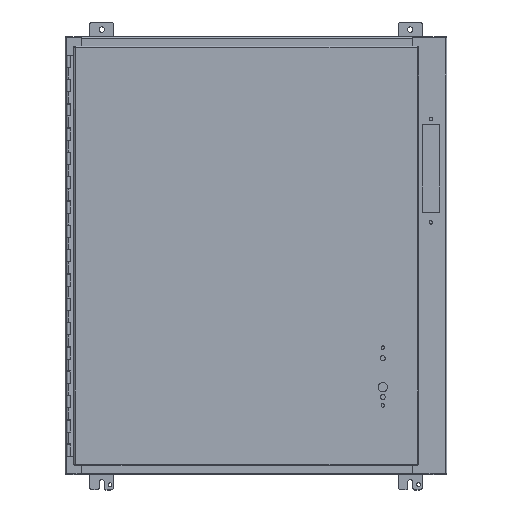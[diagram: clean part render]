
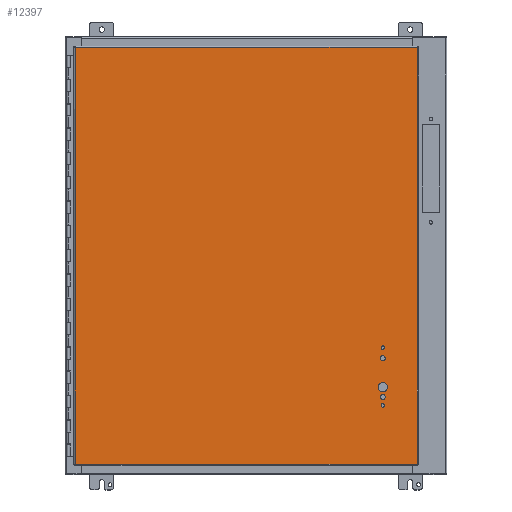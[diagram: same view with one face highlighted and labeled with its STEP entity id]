
A CAD part, top view. The second image highlights one B-rep face of the part: STEP entity #12397.
In plain terms, the highlighted planar face has unit normal (0, 0, 1).
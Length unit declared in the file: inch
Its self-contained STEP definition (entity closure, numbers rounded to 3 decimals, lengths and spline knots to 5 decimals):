
#309=FACE_BOUND($,#2259,.T.);
#310=FACE_BOUND($,#2260,.T.);
#311=FACE_BOUND($,#2261,.T.);
#312=FACE_BOUND($,#2262,.T.);
#313=FACE_BOUND($,#2263,.T.);
#314=FACE_BOUND($,#2264,.T.);
#712=CIRCLE($,#13392,0.375);
#714=CIRCLE($,#13395,0.203);
#716=CIRCLE($,#13398,0.203);
#718=CIRCLE($,#13401,0.1405);
#720=CIRCLE($,#13404,0.1405);
#2259=EDGE_LOOP($,(#10494));
#2260=EDGE_LOOP($,(#10495));
#2261=EDGE_LOOP($,(#10496));
#2262=EDGE_LOOP($,(#10497));
#2263=EDGE_LOOP($,(#10498));
#2264=EDGE_LOOP($,(#10499,#10500,#10501,#10502));
#3402=LINE($,#20274,#4583);
#3418=LINE($,#20376,#4599);
#3433=LINE($,#20476,#4614);
#3441=LINE($,#20560,#4622);
#4583=VECTOR($,#16445,34.2895);
#4599=VECTOR($,#16475,28.13325);
#4614=VECTOR($,#16504,34.2895);
#4622=VECTOR($,#16522,28.13325);
#5683=VERTEX_POINT($,#20200);
#5685=VERTEX_POINT($,#20205);
#5687=VERTEX_POINT($,#20210);
#5689=VERTEX_POINT($,#20215);
#5691=VERTEX_POINT($,#20220);
#5708=VERTEX_POINT($,#20265);
#5709=VERTEX_POINT($,#20273);
#5720=VERTEX_POINT($,#20368);
#5730=VERTEX_POINT($,#20468);
#7258=EDGE_CURVE($,#5683,#5683,#712,.T.);
#7260=EDGE_CURVE($,#5685,#5685,#714,.T.);
#7262=EDGE_CURVE($,#5687,#5687,#716,.T.);
#7264=EDGE_CURVE($,#5689,#5689,#718,.T.);
#7266=EDGE_CURVE($,#5691,#5691,#720,.T.);
#7288=EDGE_CURVE($,#5709,#5708,#3402,.T.);
#7308=EDGE_CURVE($,#5708,#5720,#3418,.T.);
#7327=EDGE_CURVE($,#5720,#5730,#3433,.T.);
#7339=EDGE_CURVE($,#5730,#5709,#3441,.T.);
#10494=ORIENTED_EDGE($,*,*,#7258,.T.);
#10495=ORIENTED_EDGE($,*,*,#7260,.T.);
#10496=ORIENTED_EDGE($,*,*,#7262,.T.);
#10497=ORIENTED_EDGE($,*,*,#7264,.T.);
#10498=ORIENTED_EDGE($,*,*,#7266,.T.);
#10499=ORIENTED_EDGE($,*,*,#7288,.T.);
#10500=ORIENTED_EDGE($,*,*,#7308,.T.);
#10501=ORIENTED_EDGE($,*,*,#7327,.T.);
#10502=ORIENTED_EDGE($,*,*,#7339,.T.);
#11230=PLANE($,#13437);
#12397=ADVANCED_FACE($,(#309,#310,#311,#312,#313,#314),#11230,.T.);
#13392=AXIS2_PLACEMENT_3D($,#20201,#16385,#16386);
#13395=AXIS2_PLACEMENT_3D($,#20206,#16391,#16392);
#13398=AXIS2_PLACEMENT_3D($,#20211,#16397,#16398);
#13401=AXIS2_PLACEMENT_3D($,#20216,#16403,#16404);
#13404=AXIS2_PLACEMENT_3D($,#20221,#16409,#16410);
#13437=AXIS2_PLACEMENT_3D($,#20646,#16547,#16548);
#16385=DIRECTION('center_axis',(0.,0.,-1.));
#16386=DIRECTION('ref_axis',(-1.,0.,0.));
#16391=DIRECTION('center_axis',(0.,0.,-1.));
#16392=DIRECTION('ref_axis',(-1.,0.,0.));
#16397=DIRECTION('center_axis',(0.,0.,-1.));
#16398=DIRECTION('ref_axis',(-1.,0.,0.));
#16403=DIRECTION('center_axis',(0.,0.,-1.));
#16404=DIRECTION('ref_axis',(-1.,0.,0.));
#16409=DIRECTION('center_axis',(0.,0.,-1.));
#16410=DIRECTION('ref_axis',(-1.,0.,0.));
#16445=DIRECTION($,(0.,1.,0.));
#16475=DIRECTION($,(-1.,0.,0.));
#16504=DIRECTION($,(0.,-1.,0.));
#16522=DIRECTION($,(1.,0.,0.));
#16547=DIRECTION('center_axis',(0.,0.,1.));
#16548=DIRECTION('ref_axis',(1.,0.,0.));
#20200=CARTESIAN_POINT('',(25.78075,6.438,0.074));
#20201=CARTESIAN_POINT('Origin',(25.40575,6.438,0.074));
#20205=CARTESIAN_POINT('',(25.60875,8.813,0.074));
#20206=CARTESIAN_POINT('Origin',(25.40575,8.813,0.074));
#20210=CARTESIAN_POINT('',(25.60875,5.625,0.074));
#20211=CARTESIAN_POINT('Origin',(25.40575,5.625,0.074));
#20215=CARTESIAN_POINT('',(25.54625,9.688,0.074));
#20216=CARTESIAN_POINT('Origin',(25.40575,9.688,0.074));
#20220=CARTESIAN_POINT('',(25.54625,4.938,0.074));
#20221=CARTESIAN_POINT('Origin',(25.40575,4.938,0.074));
#20265=CARTESIAN_POINT('',(28.2385,34.39475,0.074));
#20273=CARTESIAN_POINT('',(28.2385,0.10525,0.074));
#20274=CARTESIAN_POINT($,(28.2385,8.67763,0.074));
#20368=CARTESIAN_POINT('',(0.10525,34.39475,0.074));
#20376=CARTESIAN_POINT($,(21.20519,34.39475,0.074));
#20468=CARTESIAN_POINT('',(0.10525,0.10525,0.074));
#20476=CARTESIAN_POINT($,(0.10525,25.82238,0.074));
#20560=CARTESIAN_POINT($,(7.13856,0.10525,0.074));
#20646=CARTESIAN_POINT('Origin',(14.17188,17.25,0.074));
